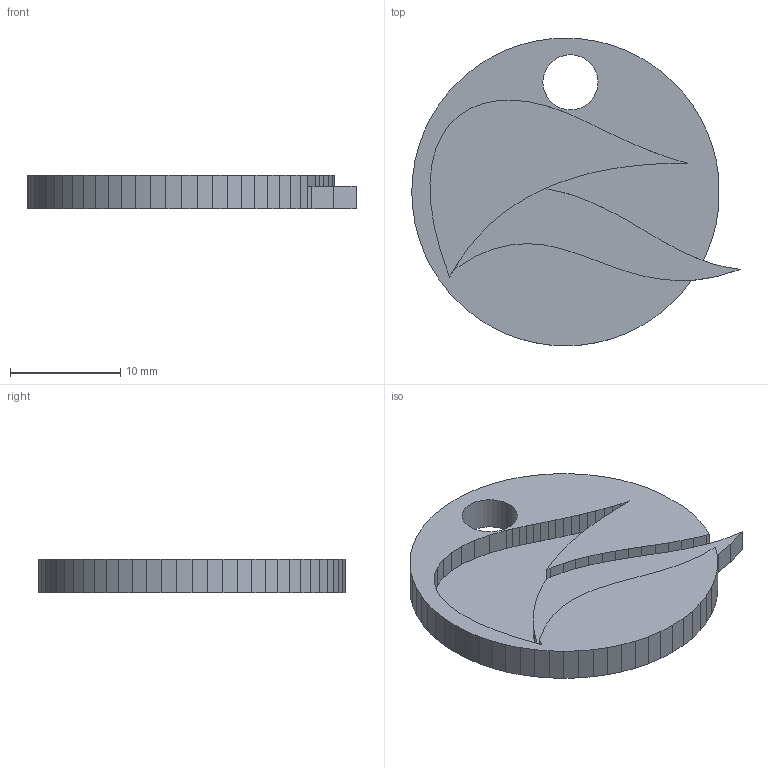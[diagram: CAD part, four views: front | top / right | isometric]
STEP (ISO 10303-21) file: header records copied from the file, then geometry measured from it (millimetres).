
FILE_DESCRIPTION(('FreeCAD Model'),'2;1');
FILE_NAME('Qupzilla.step', '2017-10-03T21:10:32',('Author'),(''), 'Open CASCADE STEP processor 6.9','FreeCAD','Unknown');
FILE_SCHEMA(('AUTOMOTIVE_DESIGN_CC2 { 1 2 10303 214 -1 1 5 4 }'));
Length unit declared in the file: millimetre
Products named in the file (1): Cut001
Bounding box: 29.76 x 27.88 x 3 mm (x, y, z)
Volume: 1395.1 mm3; surface area: 1659.4 mm2
Topology: 1 solids, 1 shells, 158 faces, 466 edges, 310 vertices
Faces by surface type: plane 157, cylinder 1
Full cylindrical faces by diameter (mm): 5 x1
Entity records: 11059 total; most frequent: CARTESIAN_POINT 2065, DIRECTION 1530, LINE 1208, VECTOR 1208, ORIENTED_EDGE 932, PCURVE 932, DEFINITIONAL_REPRESENTATION 932, EDGE_CURVE 466
